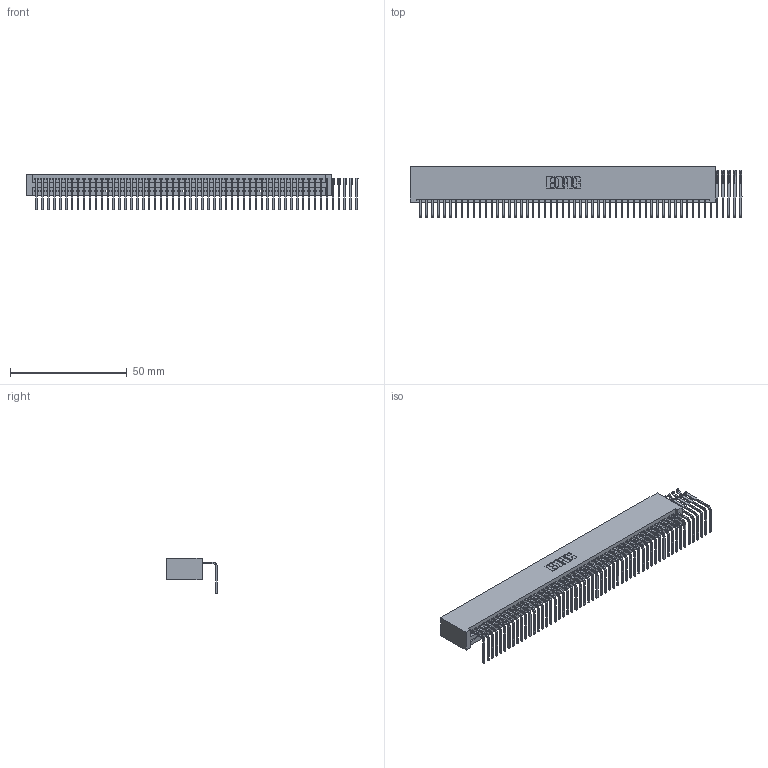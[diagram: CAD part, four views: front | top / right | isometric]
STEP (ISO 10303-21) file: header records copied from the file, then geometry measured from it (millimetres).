
FILE_DESCRIPTION (( 'STEP AP203' ), '1' );
FILE_NAME ('345-055-558-101.STEP', '2019-10-10T19:22:40', ( '' ), ( '' ), 'SwSTEP 2.0', 'SolidWorks 2016', '' );
FILE_SCHEMA (( 'CONFIG_CONTROL_DESIGN' ));
Length unit declared in the file: inch
Products named in the file (3): 345 Part_No Mounting Lugs; 345-292-001_558 Tail - 2; 345-055-558-101
Assembly tree (56 placements, depth 2):
  345-055-558-101
    345 Part_No Mounting Lugs
    345-292-001_558 Tail - 2  x55
Bounding box: 142.37 x 21.83 x 15.37 mm (x, y, z)
Volume: 13342.3 mm3; surface area: 19457.6 mm2
Topology: 56 solids, 56 shells, 3322 faces, 10003 edges, 6594 vertices
Faces by surface type: plane 2302, cylinder 1020
Entity records: 35935 total; most frequent: CARTESIAN_POINT 6205, ORIENTED_EDGE 6182, DIRECTION 5409, EDGE_CURVE 3091, LINE 2771, VECTOR 2771, VERTEX_POINT 2058, AXIS2_PLACEMENT_3D 1319
